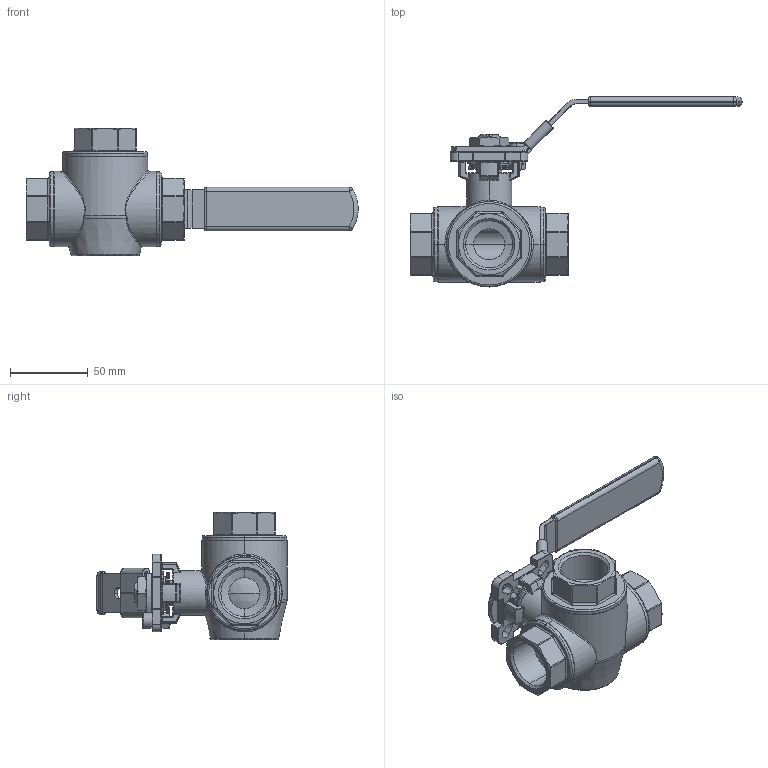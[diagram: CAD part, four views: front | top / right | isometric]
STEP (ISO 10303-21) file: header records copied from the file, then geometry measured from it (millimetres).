
FILE_DESCRIPTION (( 'STEP AP214' ), '1' );
FILE_NAME ('3W-100-00L-4 3-Wege-Kugelhahn 1803.STEP', '2018-03-16T13:55:05', ( '' ), ( '' ), 'SwSTEP 2.0', 'SolidWorks 2016', '' );
FILE_SCHEMA (( 'AUTOMOTIVE_DESIGN' ));
Length unit declared in the file: millimetre
Products named in the file (1): 3W-100-00L-4 3-Wege-Kugelhahn 1803
Bounding box: 213.93 x 122.5 x 82 mm (x, y, z)
Volume: 241291.4 mm3; surface area: 59351.8 mm2
Topology: 1 solids, 1 shells, 1248 faces, 3080 edges, 1839 vertices
Faces by surface type: plane 379, cylinder 354, bspline 217, torus 174, cone 64, sphere 60
Entity records: 52377 total; most frequent: CARTESIAN_POINT 20962, ORIENTED_EDGE 6068, DIRECTION 5536, EDGE_CURVE 3034, AXIS2_PLACEMENT_3D 2065, VERTEX_POINT 1837, LINE 1406, VECTOR 1406
